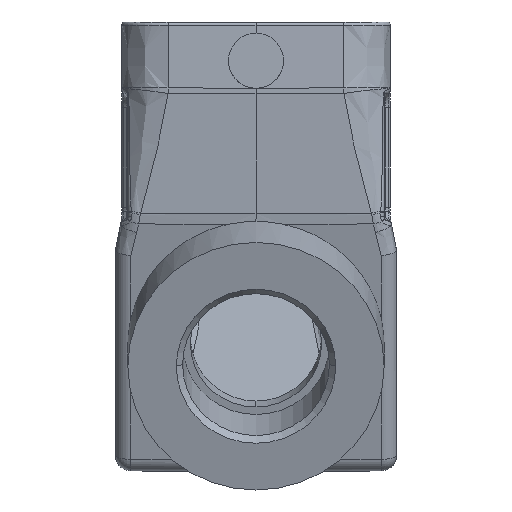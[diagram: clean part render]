
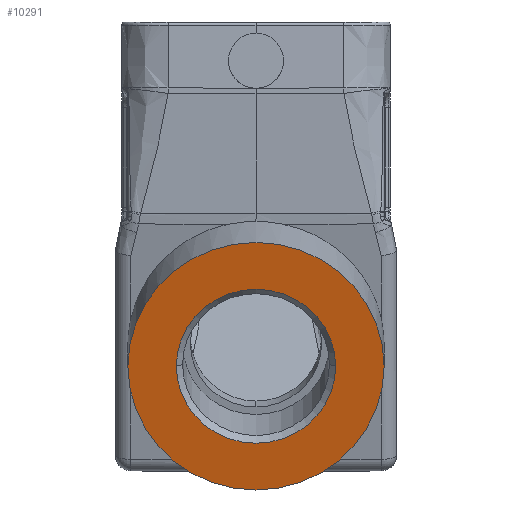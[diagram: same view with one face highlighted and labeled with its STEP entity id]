
A CAD part, left-side view. The second image highlights one B-rep face of the part: STEP entity #10291.
In plain terms, the highlighted planar face has unit normal (-0.966, 0, -0.259).
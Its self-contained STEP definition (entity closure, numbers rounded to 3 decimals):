
#2=CARTESIAN_POINT('',(-41.947,0.,-55.08));
#3=DIRECTION('',(-0.966,0.,-0.259));
#4=DIRECTION('',(0.,1.,0.));
#5=AXIS2_PLACEMENT_3D('',#2,#3,#4);
#7=CARTESIAN_POINT('',(-41.947,0.,-55.08));
#8=DIRECTION('',(-0.966,0.,-0.259));
#9=DIRECTION('',(0.,-1.,0.));
#10=AXIS2_PLACEMENT_3D('',#7,#8,#9);
#12=CARTESIAN_POINT('',(-41.947,0.,
-55.08));
#13=DIRECTION('',(0.966,0.,0.259));
#14=DIRECTION('',(0.,1.,0.));
#15=AXIS2_PLACEMENT_3D('',#12,#13,#14);
#17=CARTESIAN_POINT('',(-41.947,0.,
-55.08));
#18=DIRECTION('',(0.966,0.,0.259));
#19=DIRECTION('',(0.,-1.,0.));
#20=AXIS2_PLACEMENT_3D('',#17,#18,#19);
#10236=CARTESIAN_POINT('',(-41.947,20.5,-55.08));
#10237=CARTESIAN_POINT('',(-41.947,-20.5,-55.08));
#10238=VERTEX_POINT('',#10236);
#10239=VERTEX_POINT('',#10237);
#10266=CARTESIAN_POINT('',(-41.947,12.75,-55.08));
#10267=CARTESIAN_POINT('',(-41.947,-12.75,-55.08));
#10268=VERTEX_POINT('',#10266);
#10269=VERTEX_POINT('',#10267);
#10274=CARTESIAN_POINT('',(-52.907,0.,-14.176));
#10275=DIRECTION('',(-0.966,0.,-0.259));
#10276=DIRECTION('',(0.,1.,0.));
#10277=AXIS2_PLACEMENT_3D('',#10274,#10275,#10276);
#10278=PLANE('',#10277);
#10280=ORIENTED_EDGE('',*,*,#10279,.F.);
#10282=ORIENTED_EDGE('',*,*,#10281,.F.);
#10283=EDGE_LOOP('',(#10280,#10282));
#10284=FACE_OUTER_BOUND('',#10283,.F.);
#10286=ORIENTED_EDGE('',*,*,#10285,.F.);
#10288=ORIENTED_EDGE('',*,*,#10287,.F.);
#10289=EDGE_LOOP('',(#10286,#10288));
#10290=FACE_BOUND('',#10289,.F.);
#10291=ADVANCED_FACE('',(#10284,#10290),#10278,.T.);
#6=CIRCLE('',#5,20.5);
#11=CIRCLE('',#10,20.5);
#16=CIRCLE('',#15,12.75);
#21=CIRCLE('',#20,12.75);
#10279=EDGE_CURVE('',#10238,#10239,#6,.T.);
#10281=EDGE_CURVE('',#10239,#10238,#11,.T.);
#10285=EDGE_CURVE('',#10268,#10269,#16,.T.);
#10287=EDGE_CURVE('',#10269,#10268,#21,.T.);
